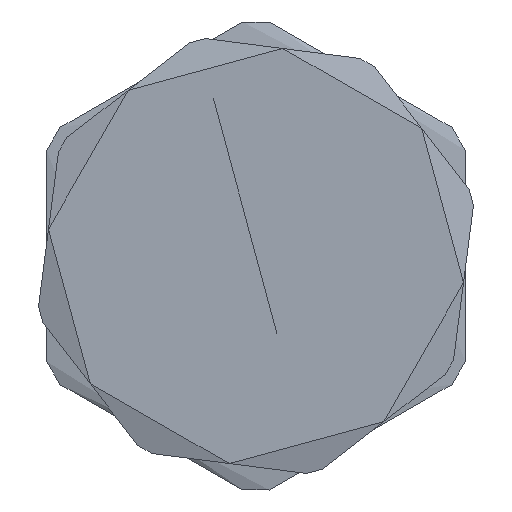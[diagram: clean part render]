
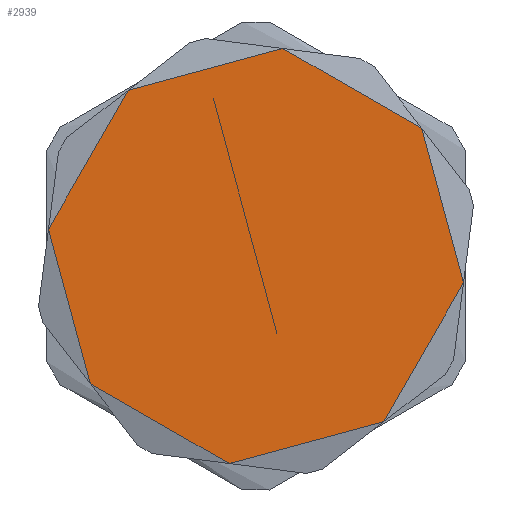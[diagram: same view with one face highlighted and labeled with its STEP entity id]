
A CAD part, left-side view. The second image highlights one B-rep face of the part: STEP entity #2939.
In plain terms, the highlighted free-form (B-spline) face has degree [1, 1] with [2, 2] control points.
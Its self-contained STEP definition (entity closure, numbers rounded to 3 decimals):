
#2831 = EDGE_CURVE('',#2832,#2832,#2834,.T.);
#2832 = VERTEX_POINT('',#2833);
#2833 = CARTESIAN_POINT('',(26.972,0.,
    -11.172));
#2834 = ( BOUNDED_CURVE() B_SPLINE_CURVE(2,(#2835,#2836,#2837,#2838,
    #2839,#2840,#2841,#2842,#2843),.UNSPECIFIED.,.T.,.F.) 
B_SPLINE_CURVE_WITH_KNOTS((3,2,2,2,3),(-3.142,-1.571,0.
,1.571,3.142),.UNSPECIFIED.) CURVE() 
GEOMETRIC_REPRESENTATION_ITEM() RATIONAL_B_SPLINE_CURVE((1.,
    0.707,1.,0.707,1.,0.707,1.,0.707
,1.)) REPRESENTATION_ITEM('') );
#2835 = CARTESIAN_POINT('',(26.972,0.,
    -11.172));
#2836 = CARTESIAN_POINT('',(38.144,0.,
    15.8));
#2837 = CARTESIAN_POINT('',(11.172,0.,
    26.972));
#2838 = CARTESIAN_POINT('',(-15.8,0.,
    38.144));
#2839 = CARTESIAN_POINT('',(-26.972,0.,
    11.172));
#2840 = CARTESIAN_POINT('',(-38.144,0.,
    -15.8));
#2841 = CARTESIAN_POINT('',(-11.172,0.,
    -26.972));
#2842 = CARTESIAN_POINT('',(15.8,0.,
    -38.144));
#2843 = CARTESIAN_POINT('',(26.972,0.,
    -11.172));
#2939 = ADVANCED_FACE('',(#2940,#3006),#3009,.T.);
#2940 = FACE_BOUND('',#2941,.T.);
#2941 = EDGE_LOOP('',(#2942,#2952,#2960,#2968,#2976,#2984,#2992,#3000));
#2942 = ORIENTED_EDGE('',*,*,#2943,.F.);
#2943 = EDGE_CURVE('',#2944,#2946,#2948,.T.);
#2944 = VERTEX_POINT('',#2945);
#2945 = CARTESIAN_POINT('',(-37.5,0.,0.));
#2946 = VERTEX_POINT('',#2947);
#2947 = CARTESIAN_POINT('',(-26.517,0.,
    26.517));
#2948 = ( BOUNDED_CURVE() B_SPLINE_CURVE(2,(#2949,#2950,#2951),
.UNSPECIFIED.,.F.,.F.) B_SPLINE_CURVE_WITH_KNOTS((3,3),(0.,
0.785),.PIECEWISE_BEZIER_KNOTS.) CURVE() 
GEOMETRIC_REPRESENTATION_ITEM() RATIONAL_B_SPLINE_CURVE((1.,
0.924,1.)) REPRESENTATION_ITEM('') );
#2949 = CARTESIAN_POINT('',(-37.5,0.,0.));
#2950 = CARTESIAN_POINT('',(-37.5,0.,15.533));
#2951 = CARTESIAN_POINT('',(-26.517,0.,
    26.517));
#2952 = ORIENTED_EDGE('',*,*,#2953,.F.);
#2953 = EDGE_CURVE('',#2954,#2944,#2956,.T.);
#2954 = VERTEX_POINT('',#2955);
#2955 = CARTESIAN_POINT('',(-26.517,0.,
    -26.517));
#2956 = ( BOUNDED_CURVE() B_SPLINE_CURVE(2,(#2957,#2958,#2959),
.UNSPECIFIED.,.F.,.F.) B_SPLINE_CURVE_WITH_KNOTS((3,3),(5.498,
6.283),.PIECEWISE_BEZIER_KNOTS.) CURVE() 
GEOMETRIC_REPRESENTATION_ITEM() RATIONAL_B_SPLINE_CURVE((1.,
0.924,1.)) REPRESENTATION_ITEM('') );
#2957 = CARTESIAN_POINT('',(-26.517,0.,
    -26.517));
#2958 = CARTESIAN_POINT('',(-37.5,0.,-15.533));
#2959 = CARTESIAN_POINT('',(-37.5,0.,
    0.));
#2960 = ORIENTED_EDGE('',*,*,#2961,.F.);
#2961 = EDGE_CURVE('',#2962,#2954,#2964,.T.);
#2962 = VERTEX_POINT('',#2963);
#2963 = CARTESIAN_POINT('',(0.,0.,
    -37.5));
#2964 = ( BOUNDED_CURVE() B_SPLINE_CURVE(2,(#2965,#2966,#2967),
.UNSPECIFIED.,.F.,.F.) B_SPLINE_CURVE_WITH_KNOTS((3,3),(4.712,
5.498),.PIECEWISE_BEZIER_KNOTS.) CURVE() 
GEOMETRIC_REPRESENTATION_ITEM() RATIONAL_B_SPLINE_CURVE((1.,
0.924,1.)) REPRESENTATION_ITEM('') );
#2965 = CARTESIAN_POINT('',(0.,0.,-37.5
    ));
#2966 = CARTESIAN_POINT('',(-15.533,0.,-37.5));
#2967 = CARTESIAN_POINT('',(-26.517,0.,
    -26.517));
#2968 = ORIENTED_EDGE('',*,*,#2969,.F.);
#2969 = EDGE_CURVE('',#2970,#2962,#2972,.T.);
#2970 = VERTEX_POINT('',#2971);
#2971 = CARTESIAN_POINT('',(26.517,0.,
    -26.517));
#2972 = ( BOUNDED_CURVE() B_SPLINE_CURVE(2,(#2973,#2974,#2975),
.UNSPECIFIED.,.F.,.F.) B_SPLINE_CURVE_WITH_KNOTS((3,3),(3.927,
4.712),.PIECEWISE_BEZIER_KNOTS.) CURVE() 
GEOMETRIC_REPRESENTATION_ITEM() RATIONAL_B_SPLINE_CURVE((1.,
0.924,1.)) REPRESENTATION_ITEM('') );
#2973 = CARTESIAN_POINT('',(26.517,0.,
    -26.517));
#2974 = CARTESIAN_POINT('',(15.533,0.,-37.5));
#2975 = CARTESIAN_POINT('',(0.,0.,-37.5
    ));
#2976 = ORIENTED_EDGE('',*,*,#2977,.F.);
#2977 = EDGE_CURVE('',#2978,#2970,#2980,.T.);
#2978 = VERTEX_POINT('',#2979);
#2979 = CARTESIAN_POINT('',(37.5,0.,0.)
  );
#2980 = ( BOUNDED_CURVE() B_SPLINE_CURVE(2,(#2981,#2982,#2983),
.UNSPECIFIED.,.F.,.F.) B_SPLINE_CURVE_WITH_KNOTS((3,3),(3.142,
3.927),.PIECEWISE_BEZIER_KNOTS.) CURVE() 
GEOMETRIC_REPRESENTATION_ITEM() RATIONAL_B_SPLINE_CURVE((1.,
0.924,1.)) REPRESENTATION_ITEM('') );
#2981 = CARTESIAN_POINT('',(37.5,0.,0.
    ));
#2982 = CARTESIAN_POINT('',(37.5,0.,-15.533));
#2983 = CARTESIAN_POINT('',(26.517,0.,
    -26.517));
#2984 = ORIENTED_EDGE('',*,*,#2985,.F.);
#2985 = EDGE_CURVE('',#2986,#2978,#2988,.T.);
#2986 = VERTEX_POINT('',#2987);
#2987 = CARTESIAN_POINT('',(26.517,0.,
    26.517));
#2988 = ( BOUNDED_CURVE() B_SPLINE_CURVE(2,(#2989,#2990,#2991),
.UNSPECIFIED.,.F.,.F.) B_SPLINE_CURVE_WITH_KNOTS((3,3),(2.356,
3.142),.PIECEWISE_BEZIER_KNOTS.) CURVE() 
GEOMETRIC_REPRESENTATION_ITEM() RATIONAL_B_SPLINE_CURVE((1.,
0.924,1.)) REPRESENTATION_ITEM('') );
#2989 = CARTESIAN_POINT('',(26.517,0.,
    26.517));
#2990 = CARTESIAN_POINT('',(37.5,0.,15.533));
#2991 = CARTESIAN_POINT('',(37.5,0.,0.
    ));
#2992 = ORIENTED_EDGE('',*,*,#2993,.F.);
#2993 = EDGE_CURVE('',#2994,#2986,#2996,.T.);
#2994 = VERTEX_POINT('',#2995);
#2995 = CARTESIAN_POINT('',(0.,0.,37.5));
#2996 = ( BOUNDED_CURVE() B_SPLINE_CURVE(2,(#2997,#2998,#2999),
.UNSPECIFIED.,.F.,.F.) B_SPLINE_CURVE_WITH_KNOTS((3,3),(1.571,
2.356),.PIECEWISE_BEZIER_KNOTS.) CURVE() 
GEOMETRIC_REPRESENTATION_ITEM() RATIONAL_B_SPLINE_CURVE((1.,
0.924,1.)) REPRESENTATION_ITEM('') );
#2997 = CARTESIAN_POINT('',(0.,0.,37.5
    ));
#2998 = CARTESIAN_POINT('',(15.533,0.,37.5));
#2999 = CARTESIAN_POINT('',(26.517,0.,
    26.517));
#3000 = ORIENTED_EDGE('',*,*,#3001,.F.);
#3001 = EDGE_CURVE('',#2946,#2994,#3002,.T.);
#3002 = ( BOUNDED_CURVE() B_SPLINE_CURVE(2,(#3003,#3004,#3005),
.UNSPECIFIED.,.F.,.F.) B_SPLINE_CURVE_WITH_KNOTS((3,3),(0.785,
1.571),.PIECEWISE_BEZIER_KNOTS.) CURVE() 
GEOMETRIC_REPRESENTATION_ITEM() RATIONAL_B_SPLINE_CURVE((1.,
0.924,1.)) REPRESENTATION_ITEM('') );
#3003 = CARTESIAN_POINT('',(-26.517,0.,
    26.517));
#3004 = CARTESIAN_POINT('',(-15.533,0.,37.5));
#3005 = CARTESIAN_POINT('',(0.,0.,37.5
    ));
#3006 = FACE_BOUND('',#3007,.T.);
#3007 = EDGE_LOOP('',(#3008));
#3008 = ORIENTED_EDGE('',*,*,#2831,.F.);
#3009 = B_SPLINE_SURFACE_WITH_KNOTS('',1,1,(
    (#3010,#3011)
    ,(#3012,#3013
  )),.UNSPECIFIED.,.F.,.F.,.F.,(2,2),(2,2),(-3.751,3.751),(-0.876,6.626)
  ,.PIECEWISE_BEZIER_KNOTS.);
#3010 = CARTESIAN_POINT('',(-37.51,0.,37.51));
#3011 = CARTESIAN_POINT('',(37.51,0.,37.51));
#3012 = CARTESIAN_POINT('',(-37.51,0.,-37.51));
#3013 = CARTESIAN_POINT('',(37.51,0.,-37.51));
